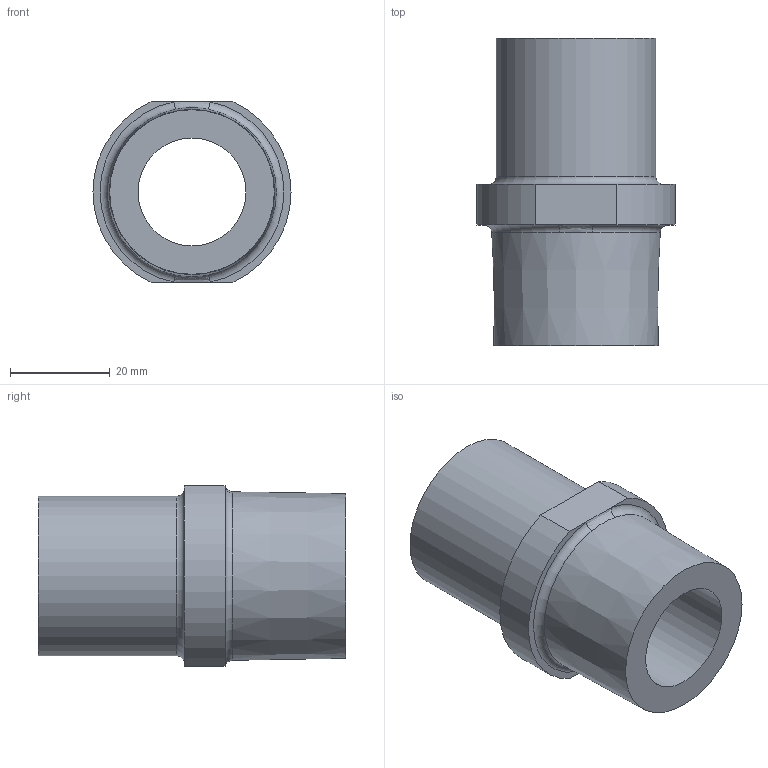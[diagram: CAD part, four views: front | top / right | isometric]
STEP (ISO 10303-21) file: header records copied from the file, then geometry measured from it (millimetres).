
FILE_DESCRIPTION (( 'STEP AP203' ), '1' );
FILE_NAME ('5528010.STEP', '2017-08-16T15:40:29', ( '' ), ( '' ), 'SwSTEP 2.0', 'SolidWorks 2017', '' );
FILE_SCHEMA (( 'CONFIG_CONTROL_DESIGN' ));
Length unit declared in the file: inch
Products named in the file (1): 5528010
Bounding box: 39.62 x 61.47 x 36.07 mm (x, y, z)
Volume: 25343 mm3; surface area: 12545.2 mm2
Topology: 1 solids, 1 shells, 20 faces, 44 edges, 28 vertices
Faces by surface type: plane 8, cylinder 5, torus 3, cone 2, bspline 2
Full cylindrical faces by diameter (mm): 21.59 x1, 27.229 x1, 32.004 x1
Entity records: 647 total; most frequent: CARTESIAN_POINT 157, DIRECTION 92, ORIENTED_EDGE 70, AXIS2_PLACEMENT_3D 40, EDGE_CURVE 35, EDGE_LOOP 30, VERTEX_POINT 25, FACE_OUTER_BOUND 24
